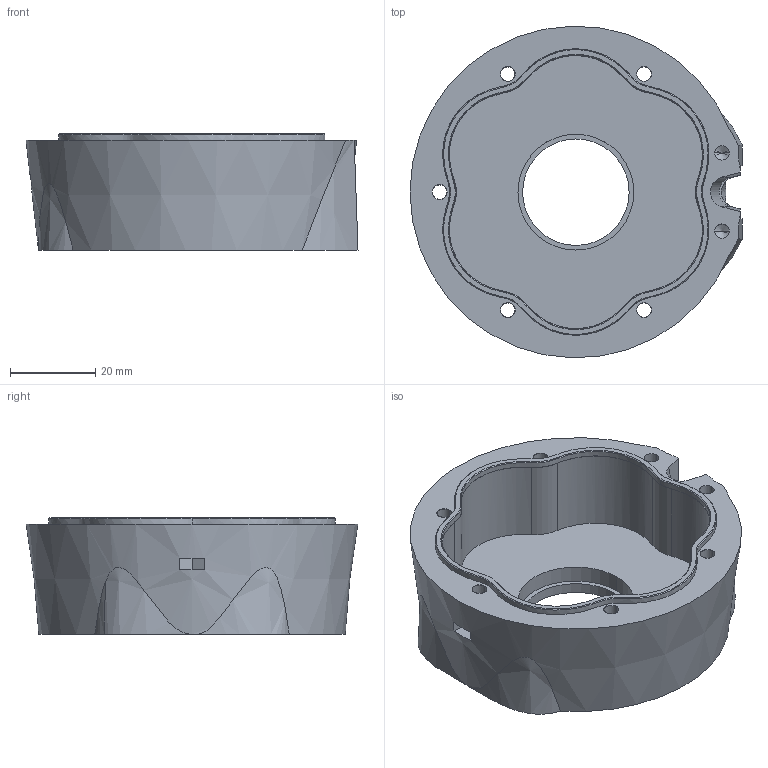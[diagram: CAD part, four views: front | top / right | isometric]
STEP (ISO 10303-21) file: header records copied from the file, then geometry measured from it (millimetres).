
FILE_DESCRIPTION (( 'STEP AP214' ), '1' );
FILE_NAME ('cycloid_housing.STEP', '2025-03-31T14:03:42', ( '' ), ( '' ), 'SwSTEP 2.0', 'SolidWorks 2025', '' );
FILE_SCHEMA (( 'AUTOMOTIVE_DESIGN' ));
Length unit declared in the file: millimetre
Products named in the file (1): cycloid_housing_upper_arm
Bounding box: 77.94 x 77.86 x 27.3 mm (x, y, z)
Volume: 54096.6 mm3; surface area: 21319.8 mm2
Topology: 1 solids, 1 shells, 106 faces, 279 edges, 178 vertices
Faces by surface type: plane 33, cylinder 31, bspline 23, cone 19
Entity records: 13409 total; most frequent: CARTESIAN_POINT 10880, ORIENTED_EDGE 550, DIRECTION 462, EDGE_CURVE 275, VERTEX_POINT 178, AXIS2_PLACEMENT_3D 168, EDGE_LOOP 131, LINE 126
